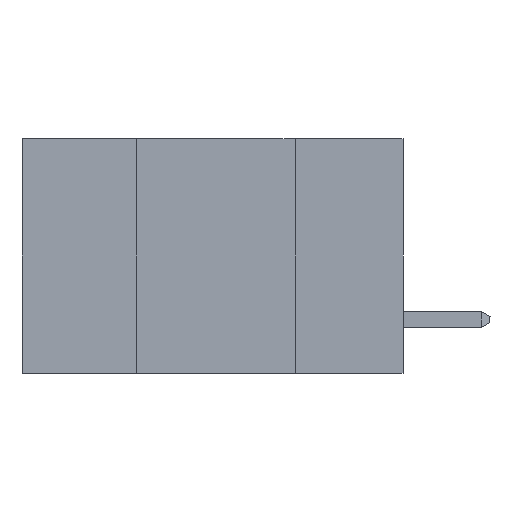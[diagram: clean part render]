
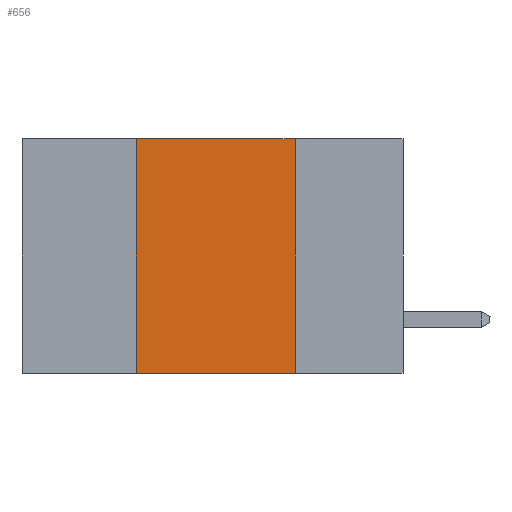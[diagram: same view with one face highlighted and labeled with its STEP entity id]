
A CAD part, left-side view. The second image highlights one B-rep face of the part: STEP entity #656.
In plain terms, the highlighted planar face has unit normal (-1, 0, 0).
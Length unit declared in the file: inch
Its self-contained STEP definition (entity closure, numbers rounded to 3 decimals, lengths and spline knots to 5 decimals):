
#656 = ADVANCED_FACE ( 'NONE', ( #20048 ), #20513, .F. ) ;
#1563 = VERTEX_POINT ( 'NONE', #30905 ) ;
#3280 = VERTEX_POINT ( 'NONE', #7138 ) ;
#3379 = CARTESIAN_POINT ( 'NONE',  ( 0., 0.17, 0. ) ) ;
#4117 = DIRECTION ( 'NONE',  ( 0., 0., 1. ) ) ;
#4195 = LINE ( 'NONE', #4232, #4610 ) ;
#4232 = CARTESIAN_POINT ( 'NONE',  ( 0., 0.42, 0. ) ) ;
#4610 = VECTOR ( 'NONE', #4117, 39.37008 ) ;
#6044 = CARTESIAN_POINT ( 'NONE',  ( 0., 0.6, -0.37 ) ) ;
#6871 = CARTESIAN_POINT ( 'NONE',  ( 0., 0.42, -0.37 ) ) ;
#7138 = CARTESIAN_POINT ( 'NONE',  ( 0., 0.17, -0.37 ) ) ;
#9504 = ORIENTED_EDGE ( 'NONE', *, *, #12131, .F. ) ;
#10690 = VERTEX_POINT ( 'NONE', #6871 ) ;
#12006 = LINE ( 'NONE', #26982, #19746 ) ;
#12131 = EDGE_CURVE ( 'NONE', #10690, #1563, #4195, .T. ) ;
#13551 = DIRECTION ( 'NONE',  ( 0., 0., -1. ) ) ;
#13826 = DIRECTION ( 'NONE',  ( 0., -1., 0. ) ) ;
#13925 = EDGE_CURVE ( 'NONE', #1563, #15883, #19890, .T. ) ;
#14923 = DIRECTION ( 'NONE',  ( 0., -1., 0. ) ) ;
#15360 = ORIENTED_EDGE ( 'NONE', *, *, #13925, .F. ) ;
#15883 = VERTEX_POINT ( 'NONE', #3379 ) ;
#17136 = EDGE_LOOP ( 'NONE', ( #33552, #15360, #9504, #18314 ) ) ;
#17892 = DIRECTION ( 'NONE',  ( 0., 0., -1. ) ) ;
#18314 = ORIENTED_EDGE ( 'NONE', *, *, #32758, .T. ) ;
#19746 = VECTOR ( 'NONE', #13551, 39.37008 ) ;
#19890 = LINE ( 'NONE', #30161, #33253 ) ;
#20048 = FACE_OUTER_BOUND ( 'NONE', #17136, .T. ) ;
#20513 = PLANE ( 'NONE',  #31719 ) ;
#20620 = DIRECTION ( 'NONE',  ( 1., 0., 0. ) ) ;
#21116 = EDGE_CURVE ( 'NONE', #15883, #3280, #12006, .T. ) ;
#21765 = VECTOR ( 'NONE', #13826, 39.37008 ) ;
#26982 = CARTESIAN_POINT ( 'NONE',  ( 0., 0.17, 0. ) ) ;
#28632 = LINE ( 'NONE', #6044, #21765 ) ;
#30161 = CARTESIAN_POINT ( 'NONE',  ( 0., 0.6, 0. ) ) ;
#30905 = CARTESIAN_POINT ( 'NONE',  ( 0., 0.42, 0. ) ) ;
#31719 = AXIS2_PLACEMENT_3D ( 'NONE', #33533, #20620, #17892 ) ;
#32758 = EDGE_CURVE ( 'NONE', #10690, #3280, #28632, .T. ) ;
#33253 = VECTOR ( 'NONE', #14923, 39.37008 ) ;
#33533 = CARTESIAN_POINT ( 'NONE',  ( 0., 0.6, 0. ) ) ;
#33552 = ORIENTED_EDGE ( 'NONE', *, *, #21116, .F. ) ;
